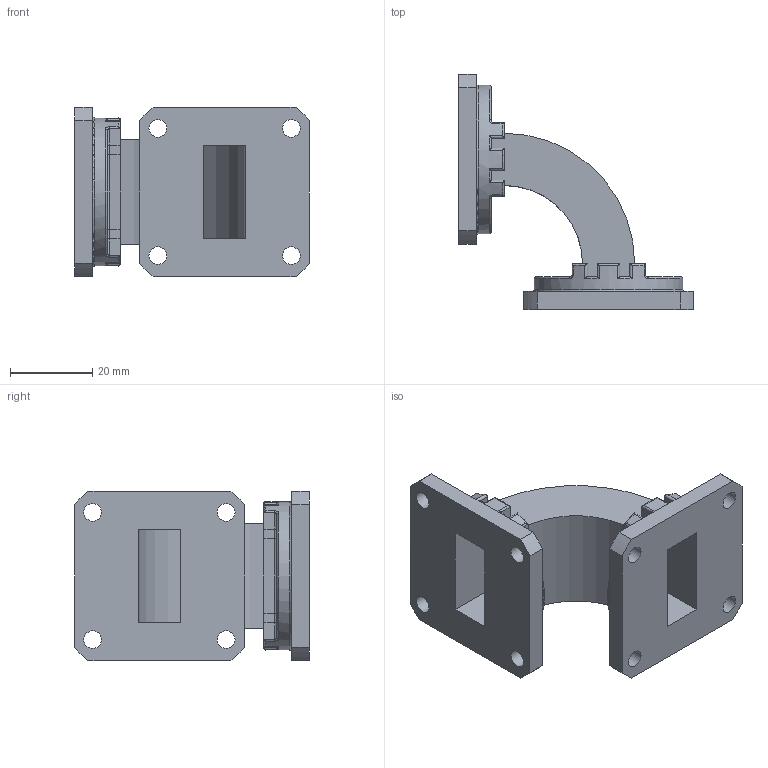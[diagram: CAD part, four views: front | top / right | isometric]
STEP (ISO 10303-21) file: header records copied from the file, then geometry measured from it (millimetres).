
FILE_DESCRIPTION (( 'STEP AP203' ), '1' );
FILE_NAME ('SMF90EB_3D.step', '2020-08-11T19:16:13', ( '' ), ( '' ), 'SwSTEP 2.0', 'SolidWorks 2018', '' );
FILE_SCHEMA (( 'CONFIG_CONTROL_DESIGN' ));
Length unit declared in the file: inch
Products named in the file (1): SMF90EB_3D
Bounding box: 57.14 x 57.14 x 41.27 mm (x, y, z)
Volume: 23356.5 mm3; surface area: 16041.1 mm2
Topology: 1 solids, 1 shells, 216 faces, 586 edges, 374 vertices
Faces by surface type: plane 100, cylinder 82, torus 26, bspline 8
Full cylindrical faces by diameter (mm): 4.293 x8, 36.116 x2
Entity records: 7291 total; most frequent: CARTESIAN_POINT 1985, ORIENTED_EDGE 1144, DIRECTION 1006, EDGE_CURVE 572, VERTEX_POINT 372, AXIS2_PLACEMENT_3D 337, VECTOR 332, LINE 332
